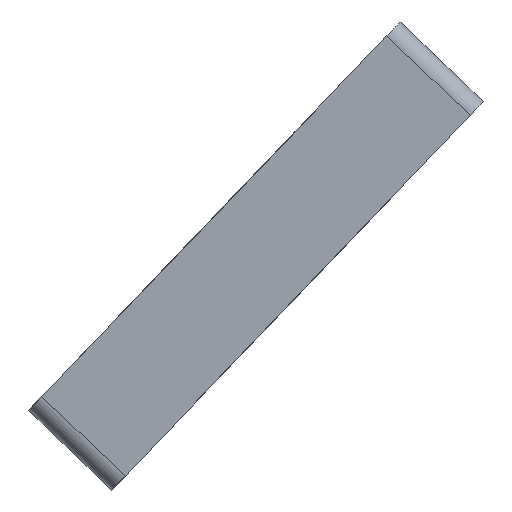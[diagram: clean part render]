
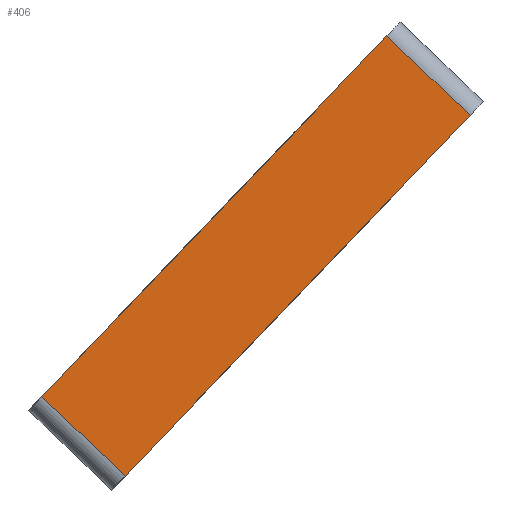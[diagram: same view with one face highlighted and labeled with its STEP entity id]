
A CAD part, front view. The second image highlights one B-rep face of the part: STEP entity #406.
In plain terms, the highlighted planar face has unit normal (0, -1, 0).
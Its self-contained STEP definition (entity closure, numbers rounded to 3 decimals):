
#21=PLANE('',#446);
#39=FACE_OUTER_BOUND('',#63,.T.);
#63=EDGE_LOOP('',(#288,#289,#290,#291));
#90=LINE('',#611,#133);
#91=LINE('',#614,#134);
#92=LINE('',#616,#135);
#93=LINE('',#617,#136);
#133=VECTOR('',#490,10.);
#134=VECTOR('',#493,10.);
#135=VECTOR('',#494,10.);
#136=VECTOR('',#495,10.);
#189=VERTEX_POINT('',#604);
#192=VERTEX_POINT('',#609);
#193=VERTEX_POINT('',#613);
#194=VERTEX_POINT('',#615);
#230=EDGE_CURVE('',#192,#189,#90,.T.);
#231=EDGE_CURVE('',#192,#193,#91,.T.);
#232=EDGE_CURVE('',#194,#193,#92,.T.);
#233=EDGE_CURVE('',#189,#194,#93,.T.);
#288=ORIENTED_EDGE('',*,*,#230,.F.);
#289=ORIENTED_EDGE('',*,*,#231,.T.);
#290=ORIENTED_EDGE('',*,*,#232,.F.);
#291=ORIENTED_EDGE('',*,*,#233,.F.);
#406=ADVANCED_FACE('',(#39),#21,.T.);
#446=AXIS2_PLACEMENT_3D('',#612,#491,#492);
#490=DIRECTION('',(0.723,0.,-0.691));
#491=DIRECTION('center_axis',(0.,-1.,0.));
#492=DIRECTION('ref_axis',(-0.691,0.,-0.723));
#493=DIRECTION('',(-0.691,0.,-0.723));
#494=DIRECTION('',(-0.723,0.,0.691));
#495=DIRECTION('',(-0.691,0.,-0.723));
#604=CARTESIAN_POINT('',(1133.542,112.5,-1350.641));
#609=CARTESIAN_POINT('',(1122.702,112.5,-1340.273));
#611=CARTESIAN_POINT('',(1122.702,112.5,-1340.273));
#612=CARTESIAN_POINT('Origin',(1124.43,112.5,-1338.466));
#613=CARTESIAN_POINT('',(1077.773,112.5,-1387.244));
#614=CARTESIAN_POINT('',(1124.43,112.5,-1338.466));
#615=CARTESIAN_POINT('',(1088.612,112.5,-1397.613));
#616=CARTESIAN_POINT('',(1077.773,112.5,-1387.244));
#617=CARTESIAN_POINT('',(1135.27,112.5,-1348.835));
